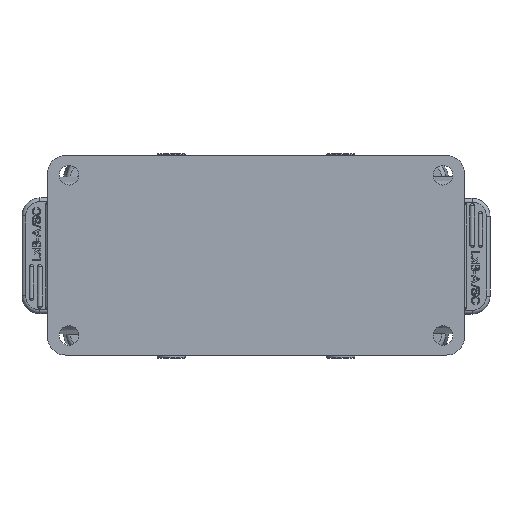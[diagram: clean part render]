
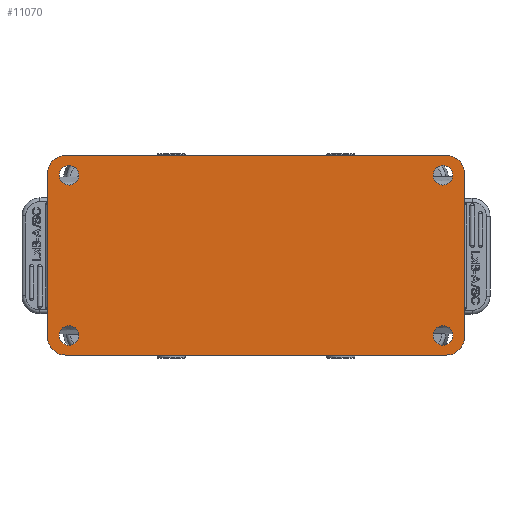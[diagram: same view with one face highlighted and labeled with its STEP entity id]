
A CAD part, front view. The second image highlights one B-rep face of the part: STEP entity #11070.
In plain terms, the highlighted planar face has unit normal (0, -1, 0).
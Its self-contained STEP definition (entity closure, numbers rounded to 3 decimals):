
#9720=CIRCLE('',#34820,5.);
#9737=CIRCLE('',#34854,2.75);
#9738=CIRCLE('',#34856,5.);
#9739=CIRCLE('',#34857,5.);
#9740=CIRCLE('',#34858,5.);
#9741=CIRCLE('',#34859,2.75);
#9742=CIRCLE('',#34860,2.75);
#9743=CIRCLE('',#34861,2.75);
#9744=CIRCLE('',#34862,2.75);
#9745=CIRCLE('',#34863,2.75);
#9746=CIRCLE('',#34864,2.75);
#9747=CIRCLE('',#34865,2.75);
#10624=FACE_BOUND('',#14667,.T.);
#10625=FACE_BOUND('',#14668,.T.);
#10626=FACE_BOUND('',#14669,.T.);
#10627=FACE_BOUND('',#14670,.T.);
#10628=FACE_BOUND('',#14671,.T.);
#11070=ADVANCED_FACE('',(#10624,#10625,#10626,#10627,#10628),#12430,.F.);
#12430=PLANE('',#34866);
#14667=EDGE_LOOP('',(#17318,#17319,#17320,#17321,#17322,#17323,#17324,#17325));
#14668=EDGE_LOOP('',(#17326,#17327));
#14669=EDGE_LOOP('',(#17328,#17329));
#14670=EDGE_LOOP('',(#17330,#17331));
#14671=EDGE_LOOP('',(#17332,#17333));
#17318=ORIENTED_EDGE('',*,*,#27376,.F.);
#17319=ORIENTED_EDGE('',*,*,#27380,.T.);
#17320=ORIENTED_EDGE('',*,*,#27420,.F.);
#17321=ORIENTED_EDGE('',*,*,#27421,.T.);
#17322=ORIENTED_EDGE('',*,*,#27422,.F.);
#17323=ORIENTED_EDGE('',*,*,#27423,.F.);
#17324=ORIENTED_EDGE('',*,*,#27424,.F.);
#17325=ORIENTED_EDGE('',*,*,#27360,.T.);
#17326=ORIENTED_EDGE('',*,*,#27425,.F.);
#17327=ORIENTED_EDGE('',*,*,#27426,.F.);
#17328=ORIENTED_EDGE('',*,*,#27427,.F.);
#17329=ORIENTED_EDGE('',*,*,#27428,.F.);
#17330=ORIENTED_EDGE('',*,*,#27429,.F.);
#17331=ORIENTED_EDGE('',*,*,#27430,.F.);
#17332=ORIENTED_EDGE('',*,*,#27431,.F.);
#17333=ORIENTED_EDGE('',*,*,#27419,.F.);
#24546=VERTEX_POINT('',#46354);
#24547=VERTEX_POINT('',#46355);
#24561=VERTEX_POINT('',#46422);
#24564=VERTEX_POINT('',#46429);
#24583=VERTEX_POINT('',#47101);
#24584=VERTEX_POINT('',#47103);
#24585=VERTEX_POINT('',#47107);
#24586=VERTEX_POINT('',#47109);
#24587=VERTEX_POINT('',#47111);
#24588=VERTEX_POINT('',#47113);
#24589=VERTEX_POINT('',#47116);
#24590=VERTEX_POINT('',#47117);
#24591=VERTEX_POINT('',#47120);
#24592=VERTEX_POINT('',#47121);
#24593=VERTEX_POINT('',#47124);
#24594=VERTEX_POINT('',#47125);
#27360=EDGE_CURVE('',#24546,#24547,#30917,.T.);
#27376=EDGE_CURVE('',#24561,#24547,#9720,.T.);
#27380=EDGE_CURVE('',#24561,#24564,#30929,.T.);
#27419=EDGE_CURVE('',#24584,#24583,#9737,.T.);
#27420=EDGE_CURVE('',#24585,#24564,#9738,.T.);
#27421=EDGE_CURVE('',#24585,#24586,#30940,.T.);
#27422=EDGE_CURVE('',#24587,#24586,#9739,.T.);
#27423=EDGE_CURVE('',#24588,#24587,#30941,.T.);
#27424=EDGE_CURVE('',#24546,#24588,#9740,.T.);
#27425=EDGE_CURVE('',#24589,#24590,#9741,.T.);
#27426=EDGE_CURVE('',#24590,#24589,#9742,.T.);
#27427=EDGE_CURVE('',#24591,#24592,#9743,.T.);
#27428=EDGE_CURVE('',#24592,#24591,#9744,.T.);
#27429=EDGE_CURVE('',#24593,#24594,#9745,.T.);
#27430=EDGE_CURVE('',#24594,#24593,#9746,.T.);
#27431=EDGE_CURVE('',#24583,#24584,#9747,.T.);
#30917=LINE('',#46353,#32798);
#30929=LINE('',#46430,#32810);
#30940=LINE('',#47108,#32821);
#30941=LINE('',#47112,#32822);
#32798=VECTOR('',#37958,1.);
#32810=VECTOR('',#37984,1.);
#32821=VECTOR('',#38063,1.);
#32822=VECTOR('',#38066,1.);
#34820=AXIS2_PLACEMENT_3D('',#46421,#37976,#37977);
#34854=AXIS2_PLACEMENT_3D('',#47104,#38057,#38058);
#34856=AXIS2_PLACEMENT_3D('',#47106,#38061,#38062);
#34857=AXIS2_PLACEMENT_3D('',#47110,#38064,#38065);
#34858=AXIS2_PLACEMENT_3D('',#47114,#38067,#38068);
#34859=AXIS2_PLACEMENT_3D('',#47115,#38069,#38070);
#34860=AXIS2_PLACEMENT_3D('',#47118,#38071,#38072);
#34861=AXIS2_PLACEMENT_3D('',#47119,#38073,#38074);
#34862=AXIS2_PLACEMENT_3D('',#47122,#38075,#38076);
#34863=AXIS2_PLACEMENT_3D('',#47123,#38077,#38078);
#34864=AXIS2_PLACEMENT_3D('',#47126,#38079,#38080);
#34865=AXIS2_PLACEMENT_3D('',#47127,#38081,#38082);
#34866=AXIS2_PLACEMENT_3D('',#47128,#38083,#38084);
#37958=DIRECTION('',(0.,0.,1.));
#37976=DIRECTION('',(0.,1.,0.));
#37977=DIRECTION('',(0.,0.,1.));
#37984=DIRECTION('',(-1.,0.,0.));
#38057=DIRECTION('',(0.,-1.,0.));
#38058=DIRECTION('',(0.,0.,1.));
#38061=DIRECTION('',(0.,1.,0.));
#38062=DIRECTION('',(-1.,0.,0.));
#38063=DIRECTION('',(0.,0.,-1.));
#38064=DIRECTION('',(0.,1.,0.));
#38065=DIRECTION('',(0.,0.,-1.));
#38066=DIRECTION('',(-1.,0.,0.));
#38067=DIRECTION('',(0.,1.,0.));
#38068=DIRECTION('',(1.,0.,0.));
#38069=DIRECTION('',(0.,-1.,0.));
#38070=DIRECTION('',(0.,0.,-1.));
#38071=DIRECTION('',(0.,-1.,0.));
#38072=DIRECTION('',(0.,0.,1.));
#38073=DIRECTION('',(0.,-1.,0.));
#38074=DIRECTION('',(0.,0.,-1.));
#38075=DIRECTION('',(0.,-1.,0.));
#38076=DIRECTION('',(0.,0.,1.));
#38077=DIRECTION('',(0.,-1.,0.));
#38078=DIRECTION('',(0.,0.,-1.));
#38079=DIRECTION('',(0.,-1.,0.));
#38080=DIRECTION('',(0.,0.,1.));
#38081=DIRECTION('',(0.,-1.,0.));
#38082=DIRECTION('',(0.,0.,-1.));
#38083=DIRECTION('',(0.,1.,0.));
#38084=DIRECTION('',(0.,0.,1.));
#46353=CARTESIAN_POINT('',(118.,0.,-22.82));
#46354=CARTESIAN_POINT('',(118.,0.,-22.82));
#46355=CARTESIAN_POINT('',(118.,0.,23.18));
#46421=CARTESIAN_POINT('',(113.,0.,23.18));
#46422=CARTESIAN_POINT('',(113.,0.,28.18));
#46429=CARTESIAN_POINT('',(6.,0.,28.18));
#46430=CARTESIAN_POINT('',(113.,0.,28.18));
#47101=CARTESIAN_POINT('',(112.,0.,19.93));
#47103=CARTESIAN_POINT('',(112.,0.,25.43));
#47104=CARTESIAN_POINT('',(112.,0.,22.68));
#47106=CARTESIAN_POINT('',(6.,0.,23.18));
#47107=CARTESIAN_POINT('',(1.,0.,23.18));
#47108=CARTESIAN_POINT('',(1.,0.,23.18));
#47109=CARTESIAN_POINT('',(1.,0.,-22.82));
#47110=CARTESIAN_POINT('',(6.,0.,-22.82));
#47111=CARTESIAN_POINT('',(6.,0.,-27.82));
#47112=CARTESIAN_POINT('',(113.,0.,-27.82));
#47113=CARTESIAN_POINT('',(113.,0.,-27.82));
#47114=CARTESIAN_POINT('',(113.,0.,-22.82));
#47115=CARTESIAN_POINT('',(7.,0.,22.68));
#47116=CARTESIAN_POINT('',(7.,0.,19.93));
#47117=CARTESIAN_POINT('',(7.,0.,25.43));
#47118=CARTESIAN_POINT('',(7.,0.,22.68));
#47119=CARTESIAN_POINT('',(7.,0.,-22.32));
#47120=CARTESIAN_POINT('',(7.,0.,-25.07));
#47121=CARTESIAN_POINT('',(7.,0.,-19.57));
#47122=CARTESIAN_POINT('',(7.,0.,-22.32));
#47123=CARTESIAN_POINT('',(112.,0.,-22.32));
#47124=CARTESIAN_POINT('',(112.,0.,-25.07));
#47125=CARTESIAN_POINT('',(112.,0.,-19.57));
#47126=CARTESIAN_POINT('',(112.,0.,-22.32));
#47127=CARTESIAN_POINT('',(112.,0.,22.68));
#47128=CARTESIAN_POINT('',(59.5,0.,0.18));
